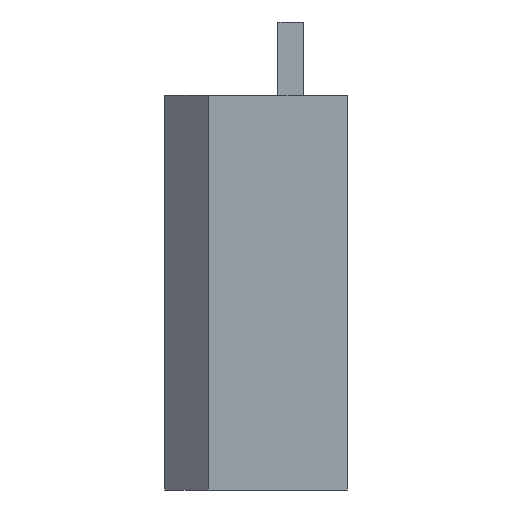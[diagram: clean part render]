
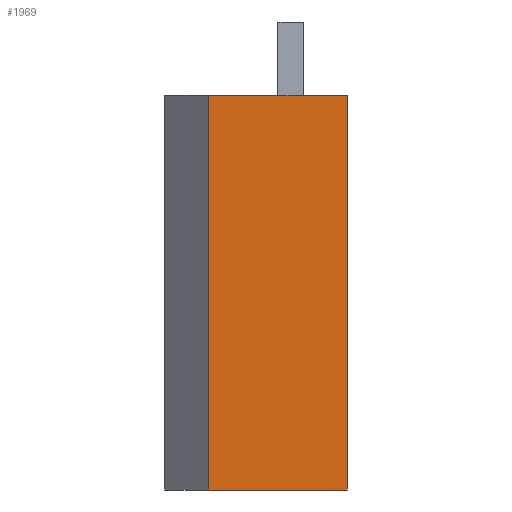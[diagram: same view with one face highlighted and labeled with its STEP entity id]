
A CAD part, left-side view. The second image highlights one B-rep face of the part: STEP entity #1969.
In plain terms, the highlighted planar face has unit normal (-1, 0, 0).
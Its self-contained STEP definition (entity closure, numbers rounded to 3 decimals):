
#198=FACE_OUTER_BOUND('',#331,.T.);
#331=EDGE_LOOP('',(#1773,#1774,#1775,#1776));
#507=LINE('',#3033,#740);
#535=LINE('',#3126,#768);
#539=LINE('',#3134,#772);
#563=LINE('',#3182,#796);
#740=VECTOR('',#2474,10.);
#768=VECTOR('',#2578,10.);
#772=VECTOR('',#2586,10.);
#796=VECTOR('',#2628,10.);
#928=VERTEX_POINT('',#3026);
#931=VERTEX_POINT('',#3031);
#955=VERTEX_POINT('',#3119);
#958=VERTEX_POINT('',#3124);
#1168=EDGE_CURVE('',#931,#928,#507,.T.);
#1212=EDGE_CURVE('',#958,#955,#535,.T.);
#1216=EDGE_CURVE('',#931,#955,#539,.F.);
#1241=EDGE_CURVE('',#928,#958,#563,.T.);
#1773=ORIENTED_EDGE('',*,*,#1212,.F.);
#1774=ORIENTED_EDGE('',*,*,#1241,.F.);
#1775=ORIENTED_EDGE('',*,*,#1168,.F.);
#1776=ORIENTED_EDGE('',*,*,#1216,.T.);
#1864=PLANE('',#2122);
#1969=ADVANCED_FACE('',(#198),#1864,.T.);
#2122=AXIS2_PLACEMENT_3D('',#3186,#2634,#2635);
#2474=DIRECTION('',(0.,0.,-1.));
#2578=DIRECTION('',(0.,0.,1.));
#2586=DIRECTION('',(0.,-1.,0.));
#2628=DIRECTION('',(0.,1.,0.));
#2634=DIRECTION('center_axis',(-1.,0.,0.));
#2635=DIRECTION('ref_axis',(0.,0.,1.));
#3026=CARTESIAN_POINT('',(-338.,-20.,0.));
#3031=CARTESIAN_POINT('',(-338.,-20.,27.));
#3033=CARTESIAN_POINT('',(-338.,-20.,25.));
#3119=CARTESIAN_POINT('',(-338.,-10.5,27.));
#3124=CARTESIAN_POINT('',(-338.,-10.5,0.));
#3126=CARTESIAN_POINT('',(-338.,-10.5,6.25));
#3134=CARTESIAN_POINT('',(-338.,-20.,27.));
#3182=CARTESIAN_POINT('',(-338.,-20.,0.));
#3186=CARTESIAN_POINT('Origin',(-338.,-20.,0.));
